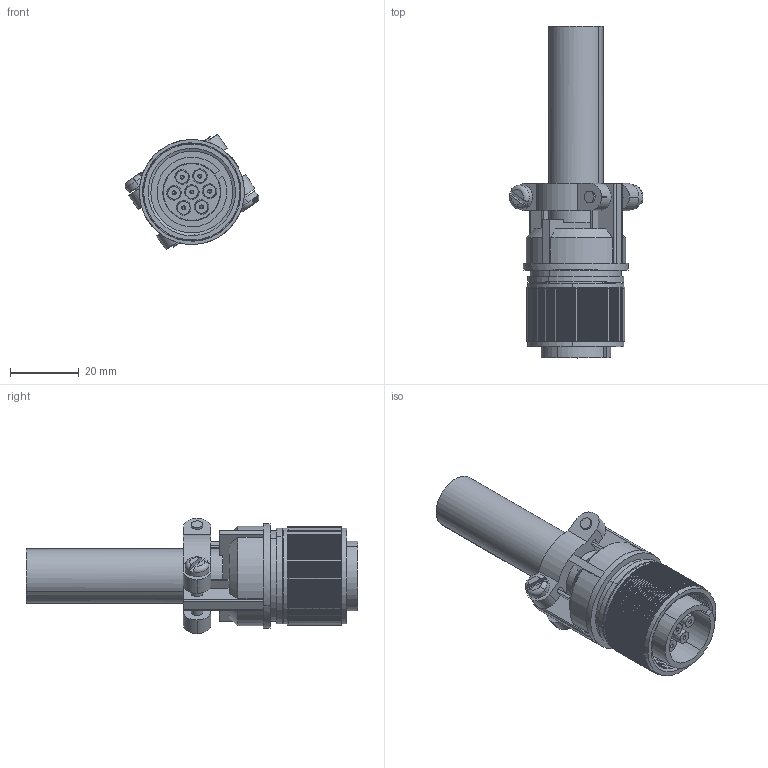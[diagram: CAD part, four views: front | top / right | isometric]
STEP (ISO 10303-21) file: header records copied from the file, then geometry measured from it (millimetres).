
FILE_DESCRIPTION (( 'STEP AP203' ), '1' );
FILE_NAME ('A4220-1-CN.STEP', '2013-11-19T14:15:55', ( '' ), ( '' ), 'SwSTEP 2.0', 'SolidWorks 2012', '' );
FILE_SCHEMA (( 'CONFIG_CONTROL_DESIGN' ));
Length unit declared in the file: inch
Products named in the file (5): A4220-1-CN; A4216_A4216-3; A4219; 97-3057-1008-1 (676); MS-3106A-16S
Assembly tree (10 placements, depth 2):
  A4220-1-CN
    MS-3106A-16S
    97-3057-1008-1 (676)
    A4219  x7
    A4216_A4216-3
Bounding box: 38.91 x 96.43 x 33.5 mm (x, y, z)
Volume: 18554.3 mm3; surface area: 29871.2 mm2
Topology: 9 solids, 86 shells, 1141 faces, 2694 edges, 1590 vertices
Faces by surface type: cone 459, cylinder 447, plane 215, torus 20
Entity records: 24170 total; most frequent: DIRECTION 4492, CARTESIAN_POINT 4107, ORIENTED_EDGE 3736, EDGE_CURVE 1898, AXIS2_PLACEMENT_3D 1797, VERTEX_POINT 1110, CIRCLE 948, EDGE_LOOP 901
